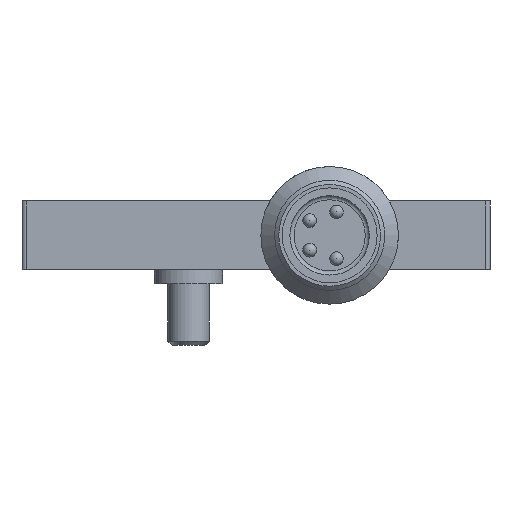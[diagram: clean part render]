
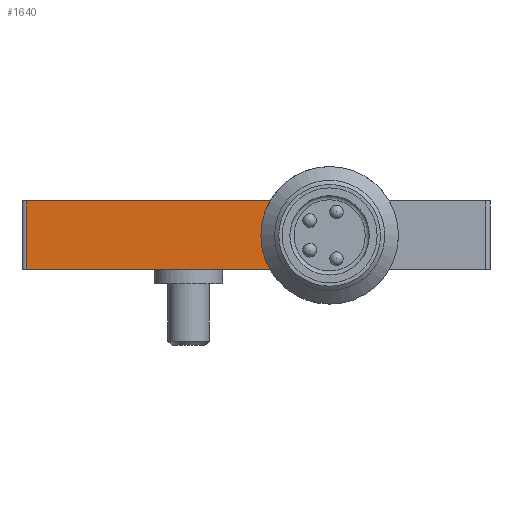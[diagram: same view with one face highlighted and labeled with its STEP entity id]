
A CAD part, left-side view. The second image highlights one B-rep face of the part: STEP entity #1640.
In plain terms, the highlighted planar face has unit normal (-1, 0, 0).
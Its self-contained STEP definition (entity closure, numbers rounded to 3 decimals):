
#80=LINE('',#3055,#196);
#81=LINE('',#3060,#197);
#82=LINE('',#3062,#198);
#196=VECTOR('',#2480,1000.);
#197=VECTOR('',#2483,1000.);
#198=VECTOR('',#2484,1000.);
#288=PLANE('',#2222);
#383=ORIENTED_EDGE('',*,*,#801,.T.);
#384=ORIENTED_EDGE('',*,*,#802,.T.);
#385=ORIENTED_EDGE('',*,*,#803,.F.);
#386=ORIENTED_EDGE('',*,*,#804,.T.);
#801=EDGE_CURVE('',#1010,#1011,#80,.T.);
#802=EDGE_CURVE('',#1011,#1012,#1137,.T.);
#803=EDGE_CURVE('',#1013,#1012,#81,.T.);
#804=EDGE_CURVE('',#1013,#1010,#82,.T.);
#1010=VERTEX_POINT('',#3056);
#1011=VERTEX_POINT('',#3057);
#1012=VERTEX_POINT('',#3059);
#1013=VERTEX_POINT('',#3061);
#1137=CIRCLE('',#2223,2.7);
#1231=EDGE_LOOP('',(#383,#384,#385,#386));
#1419=FACE_BOUND('',#1231,.T.);
#1640=ADVANCED_FACE('',(#1419),#288,.F.);
#2222=AXIS2_PLACEMENT_3D('',#3054,#2478,#2479);
#2223=AXIS2_PLACEMENT_3D('',#3058,#2481,#2482);
#2478=DIRECTION('',(1.,0.,0.));
#2479=DIRECTION('',(0.,0.,-1.));
#2480=DIRECTION('',(0.,-1.,0.));
#2481=DIRECTION('',(1.,0.,0.));
#2482=DIRECTION('',(0.,0.,-1.));
#2483=DIRECTION('',(0.,-1.,0.));
#2484=DIRECTION('',(0.,0.,-1.));
#3054=CARTESIAN_POINT('',(0.,33.7,2.5));
#3055=CARTESIAN_POINT('',(0.,33.7,-2.5));
#3056=CARTESIAN_POINT('',(0.,33.7,-2.5));
#3057=CARTESIAN_POINT('',(0.,12.67,-2.5));
#3058=CARTESIAN_POINT('',(0.,11.65,0.));
#3059=CARTESIAN_POINT('',(0.,12.67,2.5));
#3060=CARTESIAN_POINT('',(0.,33.7,2.5));
#3061=CARTESIAN_POINT('',(0.,33.7,2.5));
#3062=CARTESIAN_POINT('',(0.,33.7,2.5));
